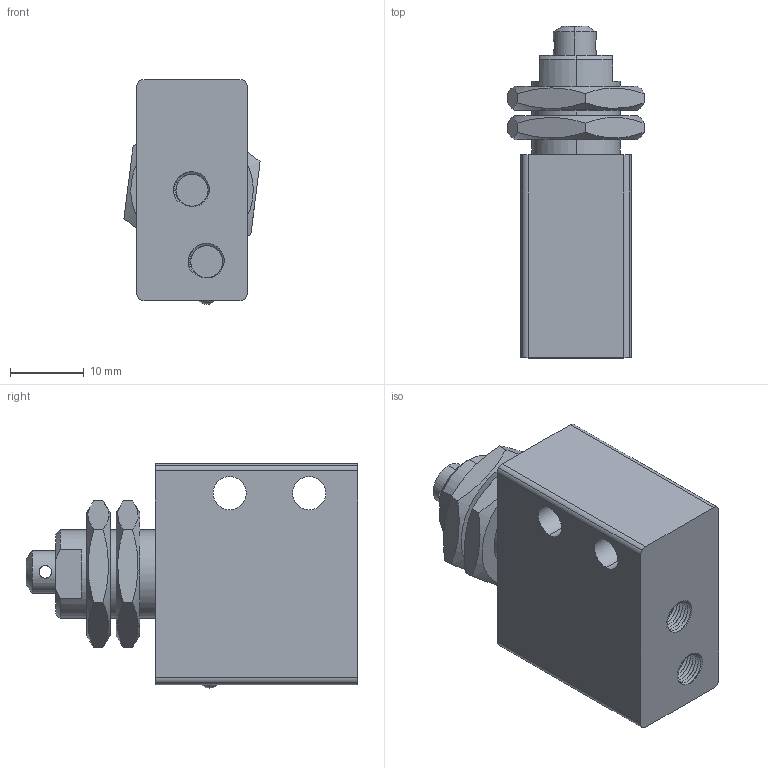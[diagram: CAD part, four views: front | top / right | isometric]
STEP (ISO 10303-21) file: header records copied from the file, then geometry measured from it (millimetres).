
FILE_DESCRIPTION((''),'2;1');
FILE_NAME('08_044_4.stp','2002-12-02T17:06:27',('Branislav Petkovic'),('AZ Pneumatica'),'AutoCAD STEP 2000i','AutoCAD 2000i','Via J. F. Kennedy, 26, 20020 Misinto (MI), ITALY');
FILE_SCHEMA(('CONFIG_CONTROL_DESIGN'));
Length unit declared in the file: millimetre
Products named in the file (6): 08_044_4; 305MA TELO; PART1A; PIPAK 304 MV; PART1; ~HEX NUT - ISO 8675 - M12 X 1.25
Assembly tree (6 placements, depth 3):
  08_044_4
    305MA TELO
      PART1A
    PIPAK 304 MV
      PART1
      ~HEX NUT - ISO 8675 - M12 X 1.25  x2
Bounding box: 18.47 x 45 x 30.5 mm (x, y, z)
Surface area: 6327.6 mm2 (no closed solid volume)
Topology: 0 solids, 4 shells, 175 faces, 458 edges, 297 vertices
Faces by surface type: cylinder 78, cone 40, plane 35, torus 16, bspline 4, sphere 2
Entity records: 11007 total; most frequent: CARTESIAN_POINT 7573, ORIENTED_EDGE 718, DIRECTION 650, EDGE_CURVE 359, AXIS2_PLACEMENT_3D 265, VERTEX_POINT 234, EDGE_LOOP 155, FACE_OUTER_BOUND 139
